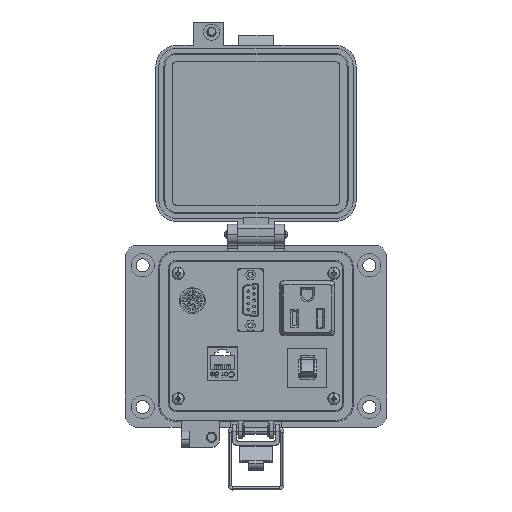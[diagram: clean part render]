
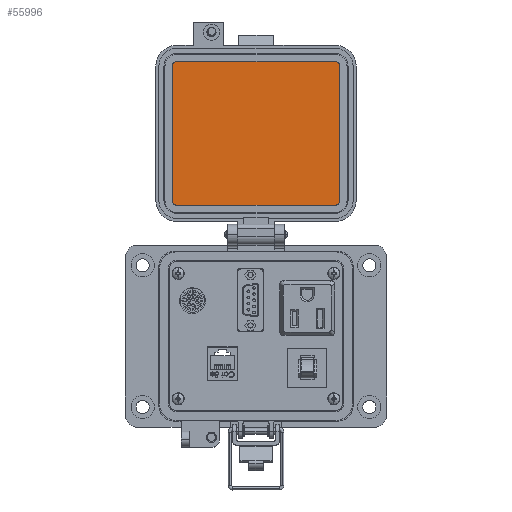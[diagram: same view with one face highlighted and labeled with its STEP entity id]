
A CAD part, top view. The second image highlights one B-rep face of the part: STEP entity #55996.
In plain terms, the highlighted planar face has unit normal (0, 0, 1).
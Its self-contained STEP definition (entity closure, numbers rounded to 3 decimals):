
#1384 = DIRECTION ( 'NONE',  ( 1., 0., 0. ) ) ;
#2067 = DIRECTION ( 'NONE',  ( 0., 0., -1. ) ) ;
#2509 = VECTOR ( 'NONE', #19548, 1000. ) ;
#2821 = VERTEX_POINT ( 'NONE', #7122 ) ;
#3624 = CIRCLE ( 'NONE', #44245, 2.299 ) ;
#3642 = CARTESIAN_POINT ( 'NONE',  ( 35.912, 128.688, 19.202 ) ) ;
#4522 = DIRECTION ( 'NONE',  ( 0., -1., 0. ) ) ;
#5554 = VECTOR ( 'NONE', #40894, 1000. ) ;
#7122 = CARTESIAN_POINT ( 'NONE',  ( -44.769, 126.389, 19.202 ) ) ;
#12444 = CARTESIAN_POINT ( 'NONE',  ( 35.912, 126.389, 19.202 ) ) ;
#13177 = ORIENTED_EDGE ( 'NONE', *, *, #30766, .F. ) ;
#13520 = DIRECTION ( 'NONE',  ( 0., -1., 0. ) ) ;
#13856 = VECTOR ( 'NONE', #58323, 1000. ) ;
#14069 = ORIENTED_EDGE ( 'NONE', *, *, #67956, .F. ) ;
#14565 = ORIENTED_EDGE ( 'NONE', *, *, #44468, .F. ) ;
#14758 = CARTESIAN_POINT ( 'NONE',  ( 35.912, 57.705, 19.202 ) ) ;
#17719 = DIRECTION ( 'NONE',  ( 0., 0., 1. ) ) ;
#19548 = DIRECTION ( 'NONE',  ( 1., 0., 0. ) ) ;
#20555 = VERTEX_POINT ( 'NONE', #14758 ) ;
#21085 = VERTEX_POINT ( 'NONE', #3642 ) ;
#21478 = EDGE_CURVE ( 'NONE', #20555, #55686, #58669, .T. ) ;
#22525 = CARTESIAN_POINT ( 'NONE',  ( -42.469, 128.688, 19.202 ) ) ;
#23953 = CARTESIAN_POINT ( 'NONE',  ( -44.769, 93.196, 19.202 ) ) ;
#25222 = ORIENTED_EDGE ( 'NONE', *, *, #21478, .F. ) ;
#25465 = CARTESIAN_POINT ( 'NONE',  ( -3.279, 57.705, 19.202 ) ) ;
#26581 = CARTESIAN_POINT ( 'NONE',  ( 39.871, 130.108, 19.202 ) ) ;
#28326 = DIRECTION ( 'NONE',  ( -1., 0., 0. ) ) ;
#28357 = ORIENTED_EDGE ( 'NONE', *, *, #53752, .F. ) ;
#29437 = LINE ( 'NONE', #40366, #32382 ) ;
#30090 = ORIENTED_EDGE ( 'NONE', *, *, #54808, .F. ) ;
#30766 = EDGE_CURVE ( 'NONE', #21085, #50385, #3624, .T. ) ;
#31054 = DIRECTION ( 'NONE',  ( 0., 0., -1. ) ) ;
#31380 = CARTESIAN_POINT ( 'NONE',  ( 35.912, 60.004, 19.202 ) ) ;
#31764 = CIRCLE ( 'NONE', #41891, 2.299 ) ;
#32296 = EDGE_LOOP ( 'NONE', ( #34688, #30090, #13177, #51099, #28357, #14069, #14565, #25222 ) ) ;
#32382 = VECTOR ( 'NONE', #13520, 1000. ) ;
#33664 = DIRECTION ( 'NONE',  ( 1., 0., 0. ) ) ;
#34688 = ORIENTED_EDGE ( 'NONE', *, *, #57653, .F. ) ;
#35474 = CARTESIAN_POINT ( 'NONE',  ( -3.279, 128.688, 19.202 ) ) ;
#36105 = VERTEX_POINT ( 'NONE', #38938 ) ;
#37194 = CARTESIAN_POINT ( 'NONE',  ( -44.769, 60.004, 19.202 ) ) ;
#38938 = CARTESIAN_POINT ( 'NONE',  ( 38.212, 60.004, 19.202 ) ) ;
#40366 = CARTESIAN_POINT ( 'NONE',  ( 38.212, 93.196, 19.202 ) ) ;
#40894 = DIRECTION ( 'NONE',  ( 0., 1., 0. ) ) ;
#41891 = AXIS2_PLACEMENT_3D ( 'NONE', #49815, #2067, #1384 ) ;
#42167 = DIRECTION ( 'NONE',  ( 0., -1., 0. ) ) ;
#44245 = AXIS2_PLACEMENT_3D ( 'NONE', #12444, #55581, #33664 ) ;
#44468 = EDGE_CURVE ( 'NONE', #55686, #46618, #31764, .T. ) ;
#45299 = EDGE_CURVE ( 'NONE', #53459, #21085, #62657, .T. ) ;
#46190 = AXIS2_PLACEMENT_3D ( 'NONE', #31380, #31054, #4522 ) ;
#46618 = VERTEX_POINT ( 'NONE', #37194 ) ;
#48320 = AXIS2_PLACEMENT_3D ( 'NONE', #26581, #17719, #28326 ) ;
#49815 = CARTESIAN_POINT ( 'NONE',  ( -42.469, 60.004, 19.202 ) ) ;
#50385 = VERTEX_POINT ( 'NONE', #57321 ) ;
#50423 = CIRCLE ( 'NONE', #53783, 2.299 ) ;
#51099 = ORIENTED_EDGE ( 'NONE', *, *, #45299, .F. ) ;
#53459 = VERTEX_POINT ( 'NONE', #22525 ) ;
#53463 = PLANE ( 'NONE',  #48320 ) ;
#53494 = DIRECTION ( 'NONE',  ( 0., 0., -1. ) ) ;
#53752 = EDGE_CURVE ( 'NONE', #2821, #53459, #50423, .T. ) ;
#53783 = AXIS2_PLACEMENT_3D ( 'NONE', #57128, #53494, #42167 ) ;
#53796 = FACE_OUTER_BOUND ( 'NONE', #32296, .T. ) ;
#54079 = CIRCLE ( 'NONE', #46190, 2.299 ) ;
#54808 = EDGE_CURVE ( 'NONE', #50385, #36105, #29437, .T. ) ;
#55581 = DIRECTION ( 'NONE',  ( 0., 0., -1. ) ) ;
#55686 = VERTEX_POINT ( 'NONE', #65890 ) ;
#55996 = ADVANCED_FACE ( 'NONE', ( #53796 ), #53463, .T. ) ;
#56463 = LINE ( 'NONE', #23953, #5554 ) ;
#57128 = CARTESIAN_POINT ( 'NONE',  ( -42.469, 126.389, 19.202 ) ) ;
#57321 = CARTESIAN_POINT ( 'NONE',  ( 38.212, 126.389, 19.202 ) ) ;
#57653 = EDGE_CURVE ( 'NONE', #36105, #20555, #54079, .T. ) ;
#58323 = DIRECTION ( 'NONE',  ( -1., 0., 0. ) ) ;
#58669 = LINE ( 'NONE', #25465, #13856 ) ;
#62657 = LINE ( 'NONE', #35474, #2509 ) ;
#65890 = CARTESIAN_POINT ( 'NONE',  ( -42.469, 57.705, 19.202 ) ) ;
#67956 = EDGE_CURVE ( 'NONE', #46618, #2821, #56463, .T. ) ;
